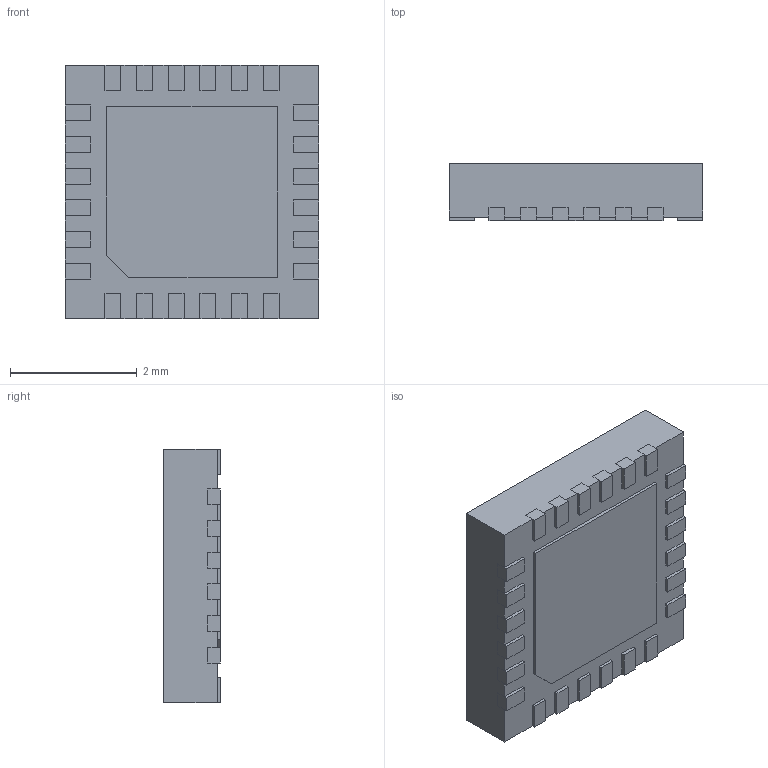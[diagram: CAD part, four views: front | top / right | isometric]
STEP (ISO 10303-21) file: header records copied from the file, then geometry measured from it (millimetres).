
FILE_DESCRIPTION (( 'STEP AP214' ), '1' );
FILE_NAME ('R820T.STEP', '2024-08-27T18:02:01', ( '' ), ( '' ), 'SwSTEP 2.0', 'SolidWorks 2021', '' );
FILE_SCHEMA (( 'AUTOMOTIVE_DESIGN' ));
Length unit declared in the file: millimetre
Products named in the file (1): R820T
Bounding box: 4 x 0.9 x 4 mm (x, y, z)
Volume: 14.1 mm3; surface area: 78.2 mm2
Topology: 27 solids, 27 shells, 266 faces, 630 edges, 420 vertices
Faces by surface type: plane 262, cylinder 4
Entity records: 7770 total; most frequent: CARTESIAN_POINT 1317, ORIENTED_EDGE 1260, DIRECTION 1172, EDGE_CURVE 630, LINE 622, VECTOR 622, VERTEX_POINT 420, AXIS2_PLACEMENT_3D 275
